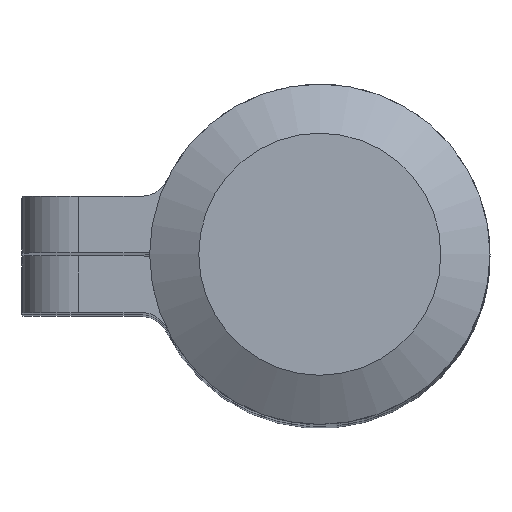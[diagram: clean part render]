
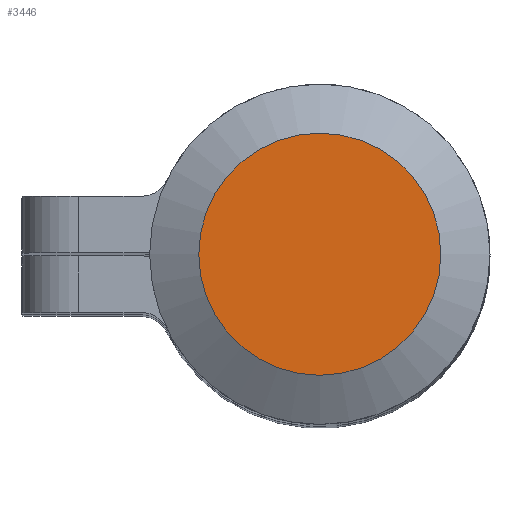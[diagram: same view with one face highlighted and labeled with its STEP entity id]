
A CAD part, top view. The second image highlights one B-rep face of the part: STEP entity #3446.
In plain terms, the highlighted face is planar.
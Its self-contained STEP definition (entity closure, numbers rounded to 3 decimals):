
#282=PLANE('',#3865);
#470=FACE_OUTER_BOUND('',#680,.T.);
#680=EDGE_LOOP('',(#3212));
#1410=CIRCLE('',#3861,4.268);
#1740=VERTEX_POINT('',#6279);
#2230=EDGE_CURVE('',#1740,#1740,#1410,.T.);
#3212=ORIENTED_EDGE('',*,*,#2230,.F.);
#3446=ADVANCED_FACE('',(#470),#282,.T.);
#3861=AXIS2_PLACEMENT_3D('',#6280,#4857,#4858);
#3865=AXIS2_PLACEMENT_3D('',#6288,#4867,#4868);
#4857=DIRECTION('center_axis',(0.,0.,1.));
#4858=DIRECTION('ref_axis',(-1.,0.,0.));
#4867=DIRECTION('center_axis',(0.,0.,-1.));
#4868=DIRECTION('ref_axis',(-1.,0.,0.));
#6279=CARTESIAN_POINT('',(4.268,0.,0.));
#6280=CARTESIAN_POINT('Origin',(0.,0.,0.));
#6288=CARTESIAN_POINT('Origin',(0.,0.,0.));
